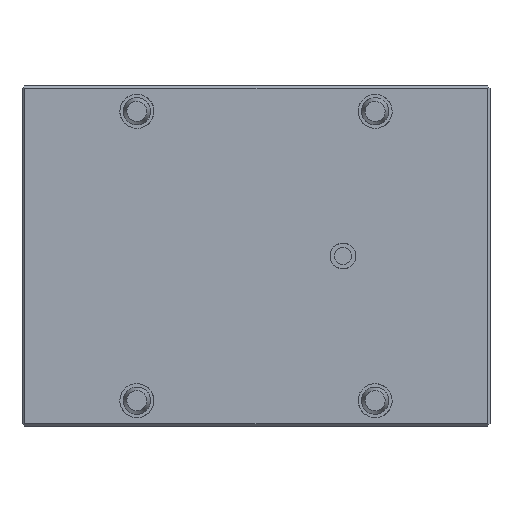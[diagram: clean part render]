
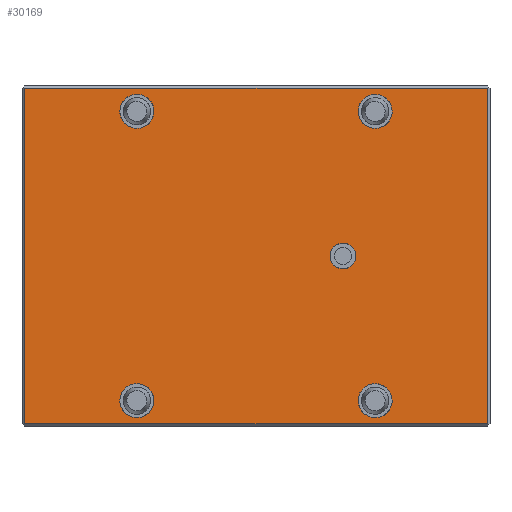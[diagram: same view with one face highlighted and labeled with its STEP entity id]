
A CAD part, front view. The second image highlights one B-rep face of the part: STEP entity #30169.
In plain terms, the highlighted free-form (B-spline) face has degree [1, 1] with [2, 2] control points.
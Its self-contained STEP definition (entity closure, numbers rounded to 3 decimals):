
#29545=CARTESIAN_POINT('V41',(-127.087,
   -75.088,-98.5));
#29546=VERTEX_POINT('V41',#29545);
#29552=CARTESIAN_POINT('V42',(144.913,
   -75.088,-98.5));
#29553=VERTEX_POINT('V42',#29552);
#29554=CARTESIAN_POINT('E86',(-127.087,
   -75.088,-98.5));
#29555=CARTESIAN_POINT('E86',(144.913,
   -75.088,-98.5));
#29556=B_SPLINE_CURVE_WITH_KNOTS('E86',1,(#29554,#29555),
   .POLYLINE_FORM.,.F.,.U.,(2,2),(2.707,
   130.929),.UNSPECIFIED.);
#29557=EDGE_CURVE('E86',#29546,#29553,#29556,.T.);
#29587=CARTESIAN_POINT('V36',(-127.087,
   -75.088,98.5));
#29588=VERTEX_POINT('V36',#29587);
#29594=CARTESIAN_POINT('E74',(-127.087,
   -75.088,98.5));
#29595=CARTESIAN_POINT('E74',(-127.087,
   -75.088,-98.5));
#29596=B_SPLINE_CURVE_WITH_KNOTS('E74',1,(#29594,#29595),
   .POLYLINE_FORM.,.F.,.U.,(2,2),(2.0,94.867),
   .UNSPECIFIED.);
#29597=EDGE_CURVE('E74',#29588,#29546,#29596,.T.);
#29674=CARTESIAN_POINT('V26',(144.913,
   -75.088,98.5));
#29675=VERTEX_POINT('V26',#29674);
#29676=CARTESIAN_POINT('E42',(144.913,
   -75.088,-98.5));
#29677=CARTESIAN_POINT('E42',(144.913,
   -75.088,98.5));
#29678=B_SPLINE_CURVE_WITH_KNOTS('E42',1,(#29676,#29677),
   .POLYLINE_FORM.,.F.,.U.,(2,2),(2.707,
   95.574),.UNSPECIFIED.);
#29679=EDGE_CURVE('E42',#29553,#29675,#29678,.T.);
#29709=CARTESIAN_POINT('E34',(144.913,
   -75.088,98.5));
#29710=CARTESIAN_POINT('E34',(-127.087,
   -75.088,98.5));
#29711=B_SPLINE_CURVE_WITH_KNOTS('E34',1,(#29709,#29710),
   .POLYLINE_FORM.,.F.,.U.,(2,2),(2.707,
   130.929),.UNSPECIFIED.);
#29712=EDGE_CURVE('E34',#29675,#29588,#29711,.T.);
#29839=CARTESIAN_POINT('V4',(67.5,-75.088,
   0.));
#29840=VERTEX_POINT('V4',#29839);
#29846=CARTESIAN_POINT('E6',(67.5,-75.088,
   0.));
#29847=CARTESIAN_POINT('E6',(67.5,-75.088,
   -12.99));
#29848=CARTESIAN_POINT('E6',(56.25,-75.088,
   -6.495));
#29849=CARTESIAN_POINT('E6',(45.,-75.088,
   0.));
#29850=CARTESIAN_POINT('E6',(56.25,-75.088,
   6.495));
#29851=CARTESIAN_POINT('E6',(67.5,-75.088,
   12.99));
#29852=CARTESIAN_POINT('E6',(67.5,-75.088,
   0.));
#29860=(BOUNDED_CURVE()B_SPLINE_CURVE(2,(#29846,#29847,#29848,
   #29849,#29850,#29851,#29852),.CIRCULAR_ARC.,.T.,.U.)
   B_SPLINE_CURVE_WITH_KNOTS((3,2,2,3),(0.0,0.333,
   0.667,1.0),.UNSPECIFIED.)CURVE()
   GEOMETRIC_REPRESENTATION_ITEM()RATIONAL_B_SPLINE_CURVE((1.0,
   0.5,1.0,0.5,1.0,0.5,1.0)
   )REPRESENTATION_ITEM('E6'));
#29861=EDGE_CURVE('E6',#29840,#29840,#29860,.T.);
#29889=CARTESIAN_POINT('V13',(78.913,-75.088,
   75.0));
#29890=VERTEX_POINT('V13',#29889);
#29891=CARTESIAN_POINT('E19',(78.913,-75.088,
   75.0));
#29892=CARTESIAN_POINT('E19',(61.593,-75.088,
   75.));
#29893=CARTESIAN_POINT('E19',(70.253,-75.088,
   90.0));
#29894=CARTESIAN_POINT('E19',(78.913,-75.088,
   105.));
#29895=CARTESIAN_POINT('E19',(87.574,-75.088,
   90.));
#29896=CARTESIAN_POINT('E19',(96.234,-75.088,
   75.));
#29897=CARTESIAN_POINT('E19',(78.913,-75.088,
   75.0));
#29905=(BOUNDED_CURVE()B_SPLINE_CURVE(2,(#29891,#29892,#29893,
   #29894,#29895,#29896,#29897),.CIRCULAR_ARC.,.T.,.U.)
   B_SPLINE_CURVE_WITH_KNOTS((3,2,2,3),(0.0,0.333,
   0.667,1.0),.UNSPECIFIED.)CURVE()
   GEOMETRIC_REPRESENTATION_ITEM()RATIONAL_B_SPLINE_CURVE((1.0,
   0.5,1.0,0.5,1.0,0.5,1.0)
   )REPRESENTATION_ITEM('E19'));
#29906=EDGE_CURVE('E19',#29890,#29890,#29905,.T.);
#29958=CARTESIAN_POINT('V14',(-61.087,
   -75.088,75.0));
#29959=VERTEX_POINT('V14',#29958);
#29960=CARTESIAN_POINT('E20',(-61.087,
   -75.088,75.0));
#29961=CARTESIAN_POINT('E20',(-78.407,
   -75.088,75.0));
#29962=CARTESIAN_POINT('E20',(-69.747,
   -75.088,90.));
#29963=CARTESIAN_POINT('E20',(-61.087,
   -75.088,105.));
#29964=CARTESIAN_POINT('E20',(-52.426,
   -75.088,90.));
#29965=CARTESIAN_POINT('E20',(-43.766,
   -75.088,75.0));
#29966=CARTESIAN_POINT('E20',(-61.087,
   -75.088,75.0));
#29974=(BOUNDED_CURVE()B_SPLINE_CURVE(2,(#29960,#29961,#29962,
   #29963,#29964,#29965,#29966),.CIRCULAR_ARC.,.T.,.U.)
   B_SPLINE_CURVE_WITH_KNOTS((3,2,2,3),(0.0,0.333,
   0.667,1.0),.UNSPECIFIED.)CURVE()
   GEOMETRIC_REPRESENTATION_ITEM()RATIONAL_B_SPLINE_CURVE((1.0,
   0.5,1.0,0.5,1.0,0.5,1.0)
   )REPRESENTATION_ITEM('E20'));
#29975=EDGE_CURVE('E20',#29959,#29959,#29974,.T.);
#30027=CARTESIAN_POINT('V15',(78.913,-75.088,
   -95.));
#30028=VERTEX_POINT('V15',#30027);
#30029=CARTESIAN_POINT('E21',(78.913,-75.088,
   -95.));
#30030=CARTESIAN_POINT('E21',(61.593,-75.088,
   -95.));
#30031=CARTESIAN_POINT('E21',(70.253,-75.088,
   -80.));
#30032=CARTESIAN_POINT('E21',(78.913,-75.088,
   -65.));
#30033=CARTESIAN_POINT('E21',(87.574,-75.088,
   -80.0));
#30034=CARTESIAN_POINT('E21',(96.234,-75.088,
   -95.0));
#30035=CARTESIAN_POINT('E21',(78.913,-75.088,
   -95.));
#30043=(BOUNDED_CURVE()B_SPLINE_CURVE(2,(#30029,#30030,#30031,
   #30032,#30033,#30034,#30035),.CIRCULAR_ARC.,.T.,.U.)
   B_SPLINE_CURVE_WITH_KNOTS((3,2,2,3),(0.0,0.333,
   0.667,1.0),.UNSPECIFIED.)CURVE()
   GEOMETRIC_REPRESENTATION_ITEM()RATIONAL_B_SPLINE_CURVE((1.0,
   0.5,1.0,0.5,1.0,0.5,1.0)
   )REPRESENTATION_ITEM('E21'));
#30044=EDGE_CURVE('E21',#30028,#30028,#30043,.T.);
#30096=CARTESIAN_POINT('V16',(-61.087,
   -75.088,-95.));
#30097=VERTEX_POINT('V16',#30096);
#30098=CARTESIAN_POINT('E22',(-61.087,
   -75.088,-95.));
#30099=CARTESIAN_POINT('E22',(-78.407,
   -75.088,-95.));
#30100=CARTESIAN_POINT('E22',(-69.747,
   -75.088,-80.));
#30101=CARTESIAN_POINT('E22',(-61.087,
   -75.088,-65.));
#30102=CARTESIAN_POINT('E22',(-52.426,
   -75.088,-80.));
#30103=CARTESIAN_POINT('E22',(-43.766,
   -75.088,-95.));
#30104=CARTESIAN_POINT('E22',(-61.087,
   -75.088,-95.));
#30112=(BOUNDED_CURVE()B_SPLINE_CURVE(2,(#30098,#30099,#30100,
   #30101,#30102,#30103,#30104),.CIRCULAR_ARC.,.T.,.U.)
   B_SPLINE_CURVE_WITH_KNOTS((3,2,2,3),(0.0,0.333,
   0.667,1.0),.UNSPECIFIED.)CURVE()
   GEOMETRIC_REPRESENTATION_ITEM()RATIONAL_B_SPLINE_CURVE((1.0,
   0.5,1.0,0.5,1.0,0.5,1.0)
   )REPRESENTATION_ITEM('E22'));
#30113=EDGE_CURVE('E22',#30097,#30097,#30112,.T.);
#30143=CARTESIAN_POINT('F8',(-135.462,
   -75.088,-105.));
#30144=CARTESIAN_POINT('F8',(153.288,-75.088,
   -105.));
#30145=CARTESIAN_POINT('F8',(-135.462,
   -75.088,105.));
#30146=CARTESIAN_POINT('F8',(153.288,-75.088,
   105.));
#30147=B_SPLINE_SURFACE_WITH_KNOTS('F8',1,1,((#30143,#30145),(
   #30144,#30146)),.PLANE_SURF.,.F.,.F.,.U.,(2,2),(2,2),(0.0,
   1.375),(0.0,1.0),.UNSPECIFIED.);
#30148=ORIENTED_EDGE('E86',*,*,#29557,.F.);
#30149=ORIENTED_EDGE('E74',*,*,#29597,.F.);
#30150=ORIENTED_EDGE('F14',*,*,#29712,.F.);
#30151=ORIENTED_EDGE('E42',*,*,#29679,.F.);
#30152=EDGE_LOOP('F8',(#30148,#30149,#30150,#30151));
#30153=FACE_OUTER_BOUND('F8',#30152,.F.);
#30154=ORIENTED_EDGE('E22',*,*,#30113,.F.);
#30155=EDGE_LOOP('F8',(#30154));
#30156=FACE_BOUND('F8',#30155,.F.);
#30157=ORIENTED_EDGE('E21',*,*,#30044,.F.);
#30158=EDGE_LOOP('F8',(#30157));
#30159=FACE_BOUND('F8',#30158,.F.);
#30160=ORIENTED_EDGE('E20',*,*,#29975,.F.);
#30161=EDGE_LOOP('F8',(#30160));
#30162=FACE_BOUND('F8',#30161,.F.);
#30163=ORIENTED_EDGE('E19',*,*,#29906,.F.);
#30164=EDGE_LOOP('F8',(#30163));
#30165=FACE_BOUND('F8',#30164,.F.);
#30166=ORIENTED_EDGE('E6',*,*,#29861,.F.);
#30167=EDGE_LOOP('F8',(#30166));
#30168=FACE_BOUND('F8',#30167,.F.);
#30169=ADVANCED_FACE('F8',(#30153,#30156,#30159,#30162,#30165,#30168),
   #30147,.T.);
